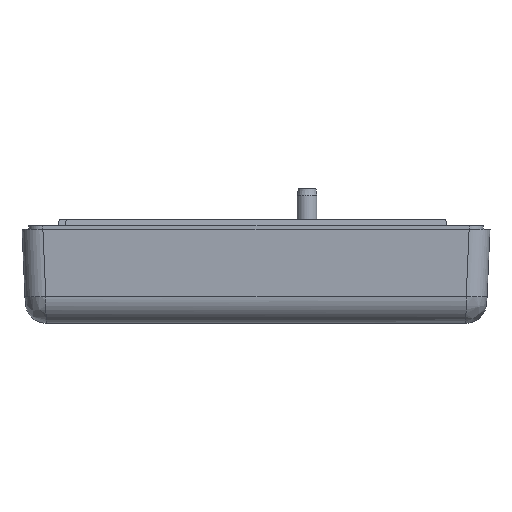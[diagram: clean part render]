
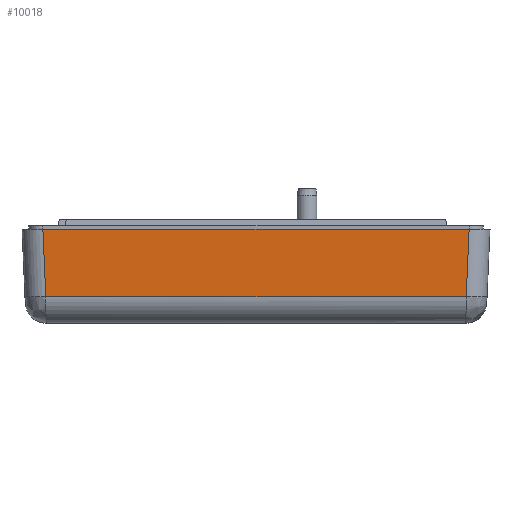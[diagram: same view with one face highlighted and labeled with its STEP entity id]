
A CAD part, left-side view. The second image highlights one B-rep face of the part: STEP entity #10018.
In plain terms, the highlighted face is planar.
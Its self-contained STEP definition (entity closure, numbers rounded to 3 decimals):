
#1602 = PLANE('',#1603);
#1603 = AXIS2_PLACEMENT_3D('',#1604,#1605,#1606);
#1604 = CARTESIAN_POINT('',(32.423,-0.159,13.5));
#1605 = DIRECTION('',(0.,0.,-1.));
#1606 = DIRECTION('',(-1.,0.,0.));
#2093 = VERTEX_POINT('',#2094);
#2094 = CARTESIAN_POINT('',(33.089,-30.592,13.5));
#2109 = CYLINDRICAL_SURFACE('',#2110,3.);
#2110 = AXIS2_PLACEMENT_3D('',#2111,#2112,#2113);
#2111 = CARTESIAN_POINT('',(29.446,-29.946,
    -1.174));
#2112 = DIRECTION('',(0.044,-0.044,
    0.998));
#2113 = DIRECTION('',(0.706,-0.706,-0.062
    ));
#2143 = EDGE_CURVE('',#2144,#2093,#2146,.T.);
#2144 = VERTEX_POINT('',#2145);
#2145 = CARTESIAN_POINT('',(33.089,30.592,13.5));
#2146 = SURFACE_CURVE('',#2147,(#2151,#2158),.PCURVE_S1.);
#2147 = LINE('',#2148,#2149);
#2148 = CARTESIAN_POINT('',(33.089,16.421,13.5));
#2149 = VECTOR('',#2150,1.);
#2150 = DIRECTION('',(0.,-1.,0.));
#2151 = PCURVE('',#1602,#2152);
#2152 = DEFINITIONAL_REPRESENTATION('',(#2153),#2157);
#2153 = LINE('',#2154,#2155);
#2154 = CARTESIAN_POINT('',(-0.666,16.579));
#2155 = VECTOR('',#2156,1.);
#2156 = DIRECTION('',(0.,-1.));
#2157 = ( GEOMETRIC_REPRESENTATION_CONTEXT(2) 
PARAMETRIC_REPRESENTATION_CONTEXT() REPRESENTATION_CONTEXT('2D SPACE',''
  ) );
#2158 = PCURVE('',#2159,#2164);
#2159 = PLANE('',#2160);
#2160 = AXIS2_PLACEMENT_3D('',#2161,#2162,#2163);
#2161 = CARTESIAN_POINT('',(32.5,33.,0.));
#2162 = DIRECTION('',(0.999,0.,-0.044));
#2163 = DIRECTION('',(0.,1.,0.));
#2164 = DEFINITIONAL_REPRESENTATION('',(#2165),#2169);
#2165 = LINE('',#2166,#2167);
#2166 = CARTESIAN_POINT('',(-16.579,13.513));
#2167 = VECTOR('',#2168,1.);
#2168 = DIRECTION('',(-1.,0.));
#2169 = ( GEOMETRIC_REPRESENTATION_CONTEXT(2) 
PARAMETRIC_REPRESENTATION_CONTEXT() REPRESENTATION_CONTEXT('2D SPACE',''
  ) );
#2188 = CYLINDRICAL_SURFACE('',#2189,3.);
#2189 = AXIS2_PLACEMENT_3D('',#2190,#2191,#2192);
#2190 = CARTESIAN_POINT('',(29.447,29.947,
    -1.152));
#2191 = DIRECTION('',(0.044,0.044,
    0.998));
#2192 = DIRECTION('',(0.706,0.706,-0.062)
  );
#7383 = VERTEX_POINT('',#7384);
#7384 = CARTESIAN_POINT('',(32.667,30.17,
    3.826));
#7399 = CYLINDRICAL_SURFACE('',#7400,4.);
#7400 = AXIS2_PLACEMENT_3D('',#7401,#7402,#7403);
#7401 = CARTESIAN_POINT('',(28.671,16.5,4.));
#7402 = DIRECTION('',(0.,-1.,0.));
#7403 = DIRECTION('',(0.692,0.,-0.722));
#7702 = VERTEX_POINT('',#7703);
#7703 = CARTESIAN_POINT('',(32.667,-30.17,
    3.826));
#9909 = EDGE_CURVE('',#2144,#7383,#9910,.T.);
#9910 = SURFACE_CURVE('',#9911,(#9915,#9922),.PCURVE_S1.);
#9911 = LINE('',#9912,#9913);
#9912 = CARTESIAN_POINT('',(32.444,29.947,
    -1.283));
#9913 = VECTOR('',#9914,1.);
#9914 = DIRECTION('',(-0.044,-0.044,
    -0.998));
#9915 = PCURVE('',#2188,#9916);
#9916 = DEFINITIONAL_REPRESENTATION('',(#9917),#9921);
#9917 = LINE('',#9918,#9919);
#9918 = CARTESIAN_POINT('',(5.499,0.));
#9919 = VECTOR('',#9920,1.);
#9920 = DIRECTION('',(0.,-1.));
#9921 = ( GEOMETRIC_REPRESENTATION_CONTEXT(2) 
PARAMETRIC_REPRESENTATION_CONTEXT() REPRESENTATION_CONTEXT('2D SPACE',''
  ) );
#9922 = PCURVE('',#2159,#9923);
#9923 = DEFINITIONAL_REPRESENTATION('',(#9924),#9928);
#9924 = LINE('',#9925,#9926);
#9925 = CARTESIAN_POINT('',(-3.053,-1.284));
#9926 = VECTOR('',#9927,1.);
#9927 = DIRECTION('',(-0.044,-0.999));
#9928 = ( GEOMETRIC_REPRESENTATION_CONTEXT(2) 
PARAMETRIC_REPRESENTATION_CONTEXT() REPRESENTATION_CONTEXT('2D SPACE',''
  ) );
#9996 = EDGE_CURVE('',#7383,#7702,#9997,.T.);
#9997 = SURFACE_CURVE('',#9998,(#10002,#10009),.PCURVE_S1.);
#9998 = LINE('',#9999,#10000);
#9999 = CARTESIAN_POINT('',(32.667,16.5,3.826));
#10000 = VECTOR('',#10001,1.);
#10001 = DIRECTION('',(0.,-1.,0.));
#10002 = PCURVE('',#7399,#10003);
#10003 = DEFINITIONAL_REPRESENTATION('',(#10004),#10008);
#10004 = LINE('',#10005,#10006);
#10005 = CARTESIAN_POINT('',(7.047,0.));
#10006 = VECTOR('',#10007,1.);
#10007 = DIRECTION('',(0.,1.));
#10008 = ( GEOMETRIC_REPRESENTATION_CONTEXT(2) 
PARAMETRIC_REPRESENTATION_CONTEXT() REPRESENTATION_CONTEXT('2D SPACE',''
  ) );
#10009 = PCURVE('',#2159,#10010);
#10010 = DEFINITIONAL_REPRESENTATION('',(#10011),#10015);
#10011 = LINE('',#10012,#10013);
#10012 = CARTESIAN_POINT('',(-16.5,3.829));
#10013 = VECTOR('',#10014,1.);
#10014 = DIRECTION('',(-1.,0.));
#10015 = ( GEOMETRIC_REPRESENTATION_CONTEXT(2) 
PARAMETRIC_REPRESENTATION_CONTEXT() REPRESENTATION_CONTEXT('2D SPACE',''
  ) );
#10018 = ADVANCED_FACE('',(#10019),#2159,.T.);
#10019 = FACE_BOUND('',#10020,.T.);
#10020 = EDGE_LOOP('',(#10021,#10022,#10043,#10044));
#10021 = ORIENTED_EDGE('',*,*,#2143,.T.);
#10022 = ORIENTED_EDGE('',*,*,#10023,.F.);
#10023 = EDGE_CURVE('',#7702,#2093,#10024,.T.);
#10024 = SURFACE_CURVE('',#10025,(#10029,#10036),.PCURVE_S1.);
#10025 = LINE('',#10026,#10027);
#10026 = CARTESIAN_POINT('',(32.443,-29.946,
    -1.305));
#10027 = VECTOR('',#10028,1.);
#10028 = DIRECTION('',(0.044,-0.044,
    0.998));
#10029 = PCURVE('',#2159,#10030);
#10030 = DEFINITIONAL_REPRESENTATION('',(#10031),#10035);
#10031 = LINE('',#10032,#10033);
#10032 = CARTESIAN_POINT('',(-62.946,-1.306));
#10033 = VECTOR('',#10034,1.);
#10034 = DIRECTION('',(-0.044,0.999));
#10035 = ( GEOMETRIC_REPRESENTATION_CONTEXT(2) 
PARAMETRIC_REPRESENTATION_CONTEXT() REPRESENTATION_CONTEXT('2D SPACE',''
  ) );
#10036 = PCURVE('',#2109,#10037);
#10037 = DEFINITIONAL_REPRESENTATION('',(#10038),#10042);
#10038 = LINE('',#10039,#10040);
#10039 = CARTESIAN_POINT('',(0.784,0.));
#10040 = VECTOR('',#10041,1.);
#10041 = DIRECTION('',(0.,1.));
#10042 = ( GEOMETRIC_REPRESENTATION_CONTEXT(2) 
PARAMETRIC_REPRESENTATION_CONTEXT() REPRESENTATION_CONTEXT('2D SPACE',''
  ) );
#10043 = ORIENTED_EDGE('',*,*,#9996,.F.);
#10044 = ORIENTED_EDGE('',*,*,#9909,.F.);
